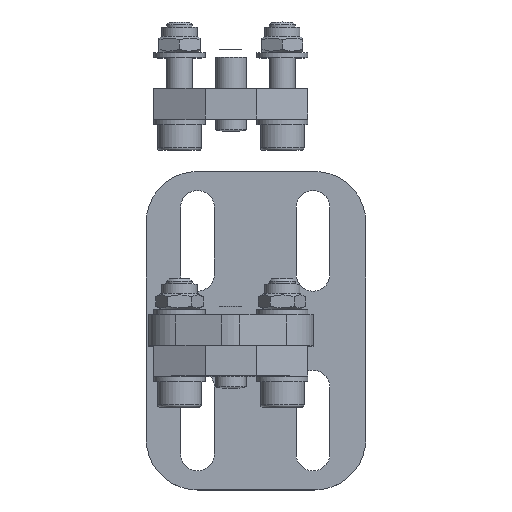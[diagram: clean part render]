
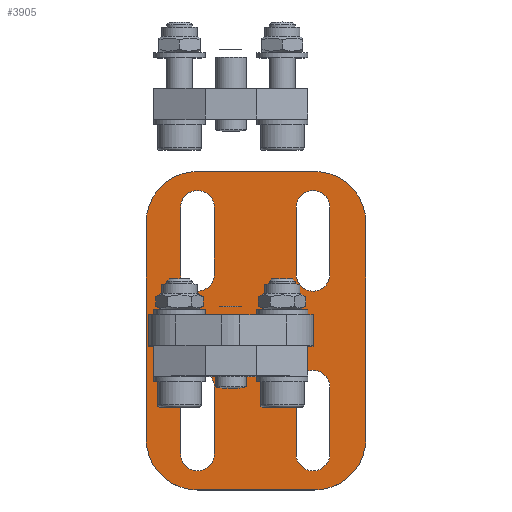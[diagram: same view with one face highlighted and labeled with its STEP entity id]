
A CAD part, top view. The second image highlights one B-rep face of the part: STEP entity #3905.
In plain terms, the highlighted planar face has unit normal (0, 0, 1).
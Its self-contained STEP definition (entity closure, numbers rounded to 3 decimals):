
#155=FACE_BOUND('',#771,.T.);
#156=FACE_BOUND('',#772,.T.);
#157=FACE_BOUND('',#773,.T.);
#158=FACE_BOUND('',#774,.T.);
#159=FACE_BOUND('',#775,.T.);
#225=CIRCLE('',#4263,3.3);
#227=CIRCLE('',#4267,3.3);
#229=CIRCLE('',#4271,3.3);
#231=CIRCLE('',#4275,3.3);
#233=CIRCLE('',#4279,3.3);
#235=CIRCLE('',#4283,3.3);
#237=CIRCLE('',#4288,3.3);
#239=CIRCLE('',#4292,3.3);
#241=CIRCLE('',#4296,10.);
#243=CIRCLE('',#4300,10.);
#245=CIRCLE('',#4304,10.);
#247=CIRCLE('',#4308,10.);
#522=FACE_OUTER_BOUND('',#770,.T.);
#770=EDGE_LOOP('',(#2712,#2713,#2714,#2715,#2716,#2717,#2718,#2719));
#771=EDGE_LOOP('',(#2720,#2721,#2722,#2723));
#772=EDGE_LOOP('',(#2724,#2725,#2726,#2727));
#773=EDGE_LOOP('',(#2728,#2729,#2730,#2731));
#774=EDGE_LOOP('',(#2732,#2733,#2734,#2735));
#775=EDGE_LOOP('',(#2736,#2737,#2738,#2739));
#1060=LINE('',#5918,#1358);
#1064=LINE('',#5926,#1362);
#1067=LINE('',#5932,#1365);
#1070=LINE('',#5937,#1368);
#1074=LINE('',#5950,#1372);
#1078=LINE('',#5961,#1376);
#1082=LINE('',#5974,#1380);
#1086=LINE('',#5985,#1384);
#1090=LINE('',#5998,#1388);
#1094=LINE('',#6009,#1392);
#1096=LINE('',#6014,#1394);
#1101=LINE('',#6028,#1399);
#1104=LINE('',#6038,#1402);
#1109=LINE('',#6052,#1407);
#1113=LINE('',#6064,#1411);
#1117=LINE('',#6076,#1415);
#1358=VECTOR('',#4716,6.);
#1362=VECTOR('',#4722,22.);
#1365=VECTOR('',#4727,6.);
#1368=VECTOR('',#4732,22.);
#1372=VECTOR('',#4744,13.);
#1376=VECTOR('',#4756,13.);
#1380=VECTOR('',#4768,13.);
#1384=VECTOR('',#4780,13.);
#1388=VECTOR('',#4792,13.);
#1392=VECTOR('',#4804,13.);
#1394=VECTOR('',#4808,13.);
#1399=VECTOR('',#4821,13.);
#1402=VECTOR('',#4832,42.);
#1407=VECTOR('',#4845,22.8);
#1411=VECTOR('',#4857,42.);
#1415=VECTOR('',#4869,22.8);
#1656=VERTEX_POINT('',#5916);
#1657=VERTEX_POINT('',#5917);
#1660=VERTEX_POINT('',#5925);
#1662=VERTEX_POINT('',#5931);
#1664=VERTEX_POINT('',#5940);
#1665=VERTEX_POINT('',#5941);
#1668=VERTEX_POINT('',#5949);
#1670=VERTEX_POINT('',#5955);
#1672=VERTEX_POINT('',#5964);
#1673=VERTEX_POINT('',#5965);
#1676=VERTEX_POINT('',#5973);
#1678=VERTEX_POINT('',#5979);
#1680=VERTEX_POINT('',#5988);
#1681=VERTEX_POINT('',#5989);
#1684=VERTEX_POINT('',#5997);
#1686=VERTEX_POINT('',#6003);
#1688=VERTEX_POINT('',#6012);
#1689=VERTEX_POINT('',#6013);
#1692=VERTEX_POINT('',#6021);
#1694=VERTEX_POINT('',#6027);
#1696=VERTEX_POINT('',#6036);
#1697=VERTEX_POINT('',#6037);
#1700=VERTEX_POINT('',#6045);
#1702=VERTEX_POINT('',#6051);
#1704=VERTEX_POINT('',#6057);
#1706=VERTEX_POINT('',#6063);
#1708=VERTEX_POINT('',#6069);
#1710=VERTEX_POINT('',#6075);
#2032=EDGE_CURVE('',#1656,#1657,#1060,.T.);
#2036=EDGE_CURVE('',#1657,#1660,#1064,.T.);
#2039=EDGE_CURVE('',#1660,#1662,#1067,.T.);
#2042=EDGE_CURVE('',#1662,#1656,#1070,.T.);
#2044=EDGE_CURVE('',#1664,#1665,#225,.T.);
#2048=EDGE_CURVE('',#1665,#1668,#1074,.T.);
#2051=EDGE_CURVE('',#1668,#1670,#227,.T.);
#2054=EDGE_CURVE('',#1670,#1664,#1078,.T.);
#2056=EDGE_CURVE('',#1672,#1673,#229,.T.);
#2060=EDGE_CURVE('',#1673,#1676,#1082,.T.);
#2063=EDGE_CURVE('',#1676,#1678,#231,.T.);
#2066=EDGE_CURVE('',#1678,#1672,#1086,.T.);
#2068=EDGE_CURVE('',#1680,#1681,#233,.T.);
#2072=EDGE_CURVE('',#1681,#1684,#1090,.T.);
#2075=EDGE_CURVE('',#1684,#1686,#235,.T.);
#2078=EDGE_CURVE('',#1686,#1680,#1094,.T.);
#2080=EDGE_CURVE('',#1688,#1689,#1096,.T.);
#2084=EDGE_CURVE('',#1689,#1692,#237,.T.);
#2087=EDGE_CURVE('',#1692,#1694,#1101,.T.);
#2090=EDGE_CURVE('',#1694,#1688,#239,.T.);
#2092=EDGE_CURVE('',#1696,#1697,#1104,.T.);
#2096=EDGE_CURVE('',#1697,#1700,#241,.T.);
#2099=EDGE_CURVE('',#1700,#1702,#1109,.T.);
#2102=EDGE_CURVE('',#1702,#1704,#243,.T.);
#2105=EDGE_CURVE('',#1704,#1706,#1113,.T.);
#2108=EDGE_CURVE('',#1706,#1708,#245,.T.);
#2111=EDGE_CURVE('',#1708,#1710,#1117,.T.);
#2114=EDGE_CURVE('',#1710,#1696,#247,.T.);
#2712=ORIENTED_EDGE('',*,*,#2092,.F.);
#2713=ORIENTED_EDGE('',*,*,#2114,.F.);
#2714=ORIENTED_EDGE('',*,*,#2111,.F.);
#2715=ORIENTED_EDGE('',*,*,#2108,.F.);
#2716=ORIENTED_EDGE('',*,*,#2105,.F.);
#2717=ORIENTED_EDGE('',*,*,#2102,.F.);
#2718=ORIENTED_EDGE('',*,*,#2099,.F.);
#2719=ORIENTED_EDGE('',*,*,#2096,.F.);
#2720=ORIENTED_EDGE('',*,*,#2032,.T.);
#2721=ORIENTED_EDGE('',*,*,#2036,.T.);
#2722=ORIENTED_EDGE('',*,*,#2039,.T.);
#2723=ORIENTED_EDGE('',*,*,#2042,.T.);
#2724=ORIENTED_EDGE('',*,*,#2044,.T.);
#2725=ORIENTED_EDGE('',*,*,#2048,.T.);
#2726=ORIENTED_EDGE('',*,*,#2051,.T.);
#2727=ORIENTED_EDGE('',*,*,#2054,.T.);
#2728=ORIENTED_EDGE('',*,*,#2056,.T.);
#2729=ORIENTED_EDGE('',*,*,#2060,.T.);
#2730=ORIENTED_EDGE('',*,*,#2063,.T.);
#2731=ORIENTED_EDGE('',*,*,#2066,.T.);
#2732=ORIENTED_EDGE('',*,*,#2068,.T.);
#2733=ORIENTED_EDGE('',*,*,#2072,.T.);
#2734=ORIENTED_EDGE('',*,*,#2075,.T.);
#2735=ORIENTED_EDGE('',*,*,#2078,.T.);
#2736=ORIENTED_EDGE('',*,*,#2080,.T.);
#2737=ORIENTED_EDGE('',*,*,#2084,.T.);
#2738=ORIENTED_EDGE('',*,*,#2087,.T.);
#2739=ORIENTED_EDGE('',*,*,#2090,.T.);
#3752=PLANE('',#4310);
#3905=ADVANCED_FACE('',(#522,#155,#156,#157,#158,#159),#3752,.T.);
#4263=AXIS2_PLACEMENT_3D('',#5942,#4736,#4737);
#4267=AXIS2_PLACEMENT_3D('',#5956,#4749,#4750);
#4271=AXIS2_PLACEMENT_3D('',#5966,#4760,#4761);
#4275=AXIS2_PLACEMENT_3D('',#5980,#4773,#4774);
#4279=AXIS2_PLACEMENT_3D('',#5990,#4784,#4785);
#4283=AXIS2_PLACEMENT_3D('',#6004,#4797,#4798);
#4288=AXIS2_PLACEMENT_3D('',#6022,#4814,#4815);
#4292=AXIS2_PLACEMENT_3D('',#6033,#4826,#4827);
#4296=AXIS2_PLACEMENT_3D('',#6046,#4838,#4839);
#4300=AXIS2_PLACEMENT_3D('',#6058,#4850,#4851);
#4304=AXIS2_PLACEMENT_3D('',#6070,#4862,#4863);
#4308=AXIS2_PLACEMENT_3D('',#6081,#4874,#4875);
#4310=AXIS2_PLACEMENT_3D('',#6083,#4878,#4879);
#4716=DIRECTION('',(0.,-1.,0.));
#4722=DIRECTION('',(-1.,0.,0.));
#4727=DIRECTION('',(0.,1.,0.));
#4732=DIRECTION('',(1.,0.,0.));
#4736=DIRECTION('center_axis',(0.,0.,-1.));
#4737=DIRECTION('ref_axis',(-1.,0.,0.));
#4744=DIRECTION('',(0.,1.,0.));
#4749=DIRECTION('center_axis',(0.,0.,-1.));
#4750=DIRECTION('ref_axis',(1.,0.,0.));
#4756=DIRECTION('',(0.,-1.,0.));
#4760=DIRECTION('center_axis',(0.,0.,-1.));
#4761=DIRECTION('ref_axis',(-1.,0.,0.));
#4768=DIRECTION('',(0.,-1.,0.));
#4773=DIRECTION('center_axis',(0.,0.,-1.));
#4774=DIRECTION('ref_axis',(1.,0.,0.));
#4780=DIRECTION('',(0.,1.,0.));
#4784=DIRECTION('center_axis',(0.,0.,-1.));
#4785=DIRECTION('ref_axis',(1.,0.,0.));
#4792=DIRECTION('',(0.,-1.,0.));
#4797=DIRECTION('center_axis',(0.,0.,-1.));
#4798=DIRECTION('ref_axis',(-1.,0.,0.));
#4804=DIRECTION('',(0.,1.,0.));
#4808=DIRECTION('',(0.,-1.,0.));
#4814=DIRECTION('center_axis',(0.,0.,-1.));
#4815=DIRECTION('ref_axis',(-1.,0.,0.));
#4821=DIRECTION('',(0.,1.,0.));
#4826=DIRECTION('center_axis',(0.,0.,-1.));
#4827=DIRECTION('ref_axis',(1.,0.,0.));
#4832=DIRECTION('',(0.,1.,0.));
#4838=DIRECTION('center_axis',(0.,0.,-1.));
#4839=DIRECTION('ref_axis',(0.,-1.,0.));
#4845=DIRECTION('',(1.,0.,0.));
#4850=DIRECTION('center_axis',(0.,0.,-1.));
#4851=DIRECTION('ref_axis',(-1.,0.,0.));
#4857=DIRECTION('',(0.,-1.,0.));
#4862=DIRECTION('center_axis',(0.,0.,-1.));
#4863=DIRECTION('ref_axis',(0.,1.,0.));
#4869=DIRECTION('',(-1.,0.,0.));
#4874=DIRECTION('center_axis',(0.,0.,-1.));
#4875=DIRECTION('ref_axis',(1.,0.,0.));
#4878=DIRECTION('center_axis',(0.,0.,1.));
#4879=DIRECTION('ref_axis',(1.,0.,0.));
#5916=CARTESIAN_POINT('',(29.918,29.969,6.));
#5917=CARTESIAN_POINT('',(29.918,23.969,6.));
#5918=CARTESIAN_POINT('',(29.918,29.969,6.));
#5925=CARTESIAN_POINT('',(7.918,23.969,6.));
#5926=CARTESIAN_POINT('',(29.918,23.969,6.));
#5931=CARTESIAN_POINT('',(7.918,29.969,6.));
#5932=CARTESIAN_POINT('',(7.918,23.969,6.));
#5937=CARTESIAN_POINT('',(7.918,29.969,6.));
#5940=CARTESIAN_POINT('',(38.218,37.969,6.));
#5941=CARTESIAN_POINT('',(31.618,37.969,6.));
#5942=CARTESIAN_POINT('Origin',(34.918,37.969,6.));
#5949=CARTESIAN_POINT('',(31.618,50.969,6.));
#5950=CARTESIAN_POINT('',(31.618,37.969,6.));
#5955=CARTESIAN_POINT('',(38.218,50.969,6.));
#5956=CARTESIAN_POINT('Origin',(34.918,50.969,6.));
#5961=CARTESIAN_POINT('',(38.218,50.969,6.));
#5964=CARTESIAN_POINT('',(9.118,50.969,6.));
#5965=CARTESIAN_POINT('',(15.718,50.969,6.));
#5966=CARTESIAN_POINT('Origin',(12.418,50.969,6.));
#5973=CARTESIAN_POINT('',(15.718,37.969,6.));
#5974=CARTESIAN_POINT('',(15.718,50.969,6.));
#5979=CARTESIAN_POINT('',(9.118,37.969,6.));
#5980=CARTESIAN_POINT('Origin',(12.418,37.969,6.));
#5985=CARTESIAN_POINT('',(9.118,37.969,6.));
#5988=CARTESIAN_POINT('',(31.618,15.969,6.));
#5989=CARTESIAN_POINT('',(38.218,15.969,6.));
#5990=CARTESIAN_POINT('Origin',(34.918,15.969,6.));
#5997=CARTESIAN_POINT('',(38.218,2.969,6.));
#5998=CARTESIAN_POINT('',(38.218,15.969,6.));
#6003=CARTESIAN_POINT('',(31.618,2.969,6.));
#6004=CARTESIAN_POINT('Origin',(34.918,2.969,6.));
#6009=CARTESIAN_POINT('',(31.618,2.969,6.));
#6012=CARTESIAN_POINT('',(15.718,15.969,6.));
#6013=CARTESIAN_POINT('',(15.718,2.969,6.));
#6014=CARTESIAN_POINT('',(15.718,15.969,6.));
#6021=CARTESIAN_POINT('',(9.118,2.969,6.));
#6022=CARTESIAN_POINT('Origin',(12.418,2.969,6.));
#6027=CARTESIAN_POINT('',(9.118,15.969,6.));
#6028=CARTESIAN_POINT('',(9.118,2.969,6.));
#6033=CARTESIAN_POINT('Origin',(12.418,15.969,6.));
#6036=CARTESIAN_POINT('',(2.418,5.969,6.));
#6037=CARTESIAN_POINT('',(2.418,47.969,6.));
#6038=CARTESIAN_POINT('',(2.418,5.969,6.));
#6045=CARTESIAN_POINT('',(12.418,57.969,6.));
#6046=CARTESIAN_POINT('Origin',(12.418,47.969,6.));
#6051=CARTESIAN_POINT('',(35.218,57.969,6.));
#6052=CARTESIAN_POINT('',(12.418,57.969,6.));
#6057=CARTESIAN_POINT('',(45.218,47.969,6.));
#6058=CARTESIAN_POINT('Origin',(35.218,47.969,6.));
#6063=CARTESIAN_POINT('',(45.218,5.969,6.));
#6064=CARTESIAN_POINT('',(45.218,47.969,6.));
#6069=CARTESIAN_POINT('',(35.218,-4.031,6.));
#6070=CARTESIAN_POINT('Origin',(35.218,5.969,6.));
#6075=CARTESIAN_POINT('',(12.418,-4.031,6.));
#6076=CARTESIAN_POINT('',(35.218,-4.031,6.));
#6081=CARTESIAN_POINT('Origin',(12.418,5.969,6.));
#6083=CARTESIAN_POINT('Origin',(23.818,26.969,6.));
